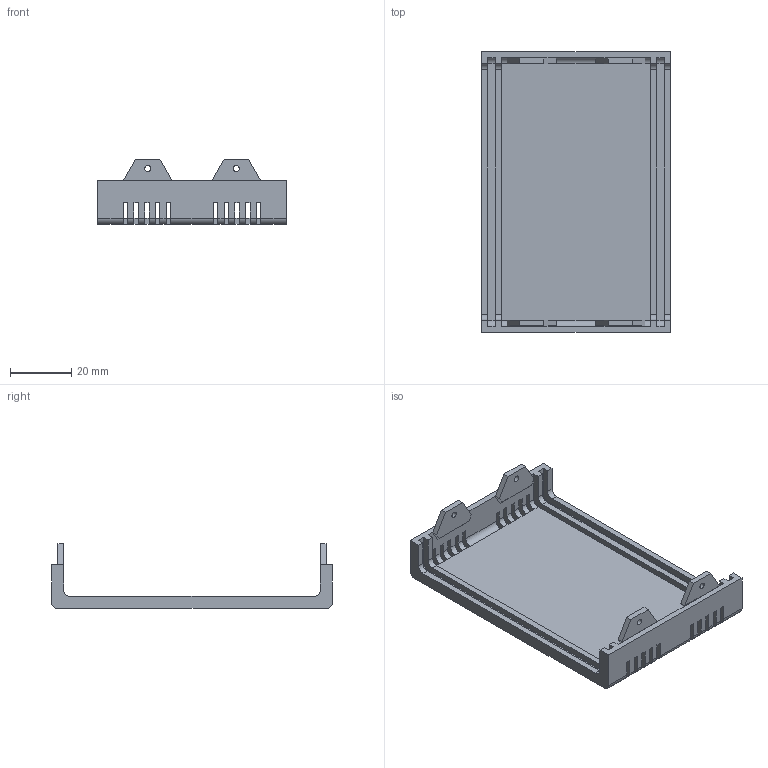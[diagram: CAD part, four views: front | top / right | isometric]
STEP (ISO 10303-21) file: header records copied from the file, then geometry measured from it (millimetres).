
FILE_DESCRIPTION(('FreeCAD Model'),'2;1');
FILE_NAME('Open CASCADE Shape Model','2024-07-04T12:11:56',(''),(''), 'Open CASCADE STEP processor 7.6','FreeCAD','Unknown');
FILE_SCHEMA(('AUTOMOTIVE_DESIGN { 1 0 10303 214 1 1 1 1 }'));
Length unit declared in the file: millimetre
Products named in the file (1): union006
Bounding box: 61.8 x 92 x 21.23 mm (x, y, z)
Volume: 16549.1 mm3; surface area: 17946.8 mm2
Topology: 1 solids, 1 shells, 210 faces, 728 edges, 480 vertices
Faces by surface type: plane 150, cylinder 60
Full cylindrical faces by diameter (mm): 2 x4
Entity records: 7902 total; most frequent: ORIENTED_EDGE 1456, CARTESIAN_POINT 1419, DIRECTION 1270, EDGE_CURVE 728, LINE 608, VECTOR 608, VERTEX_POINT 480, AXIS2_PLACEMENT_3D 331
